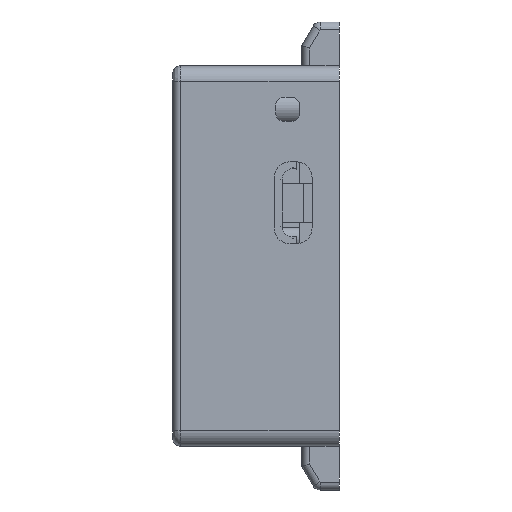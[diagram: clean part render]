
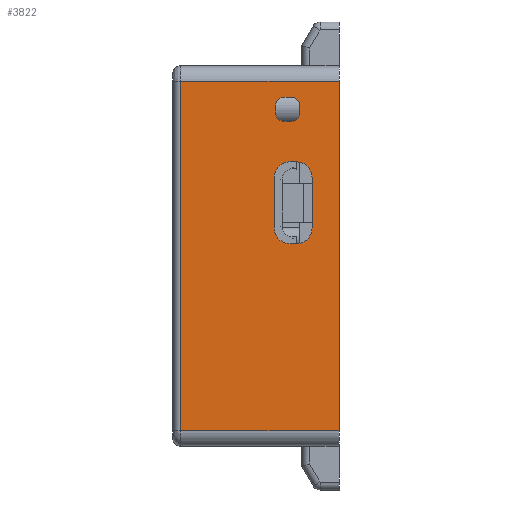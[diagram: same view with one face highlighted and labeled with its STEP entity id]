
A CAD part, left-side view. The second image highlights one B-rep face of the part: STEP entity #3822.
In plain terms, the highlighted planar face has unit normal (-1, 0, 0).
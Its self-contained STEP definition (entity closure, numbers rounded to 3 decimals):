
#112=FACE_BOUND('',#1466,.T.);
#113=FACE_BOUND('',#1467,.T.);
#245=LINE('',#5694,#652);
#319=LINE('',#5900,#726);
#324=LINE('',#5914,#731);
#328=LINE('',#5926,#735);
#335=LINE('',#5950,#742);
#338=LINE('',#5958,#745);
#341=LINE('',#5968,#748);
#345=LINE('',#5978,#752);
#425=LINE('',#6219,#832);
#462=LINE('',#6322,#869);
#463=LINE('',#6323,#870);
#464=LINE('',#6324,#871);
#652=VECTOR('',#4602,10.);
#726=VECTOR('',#4788,10.);
#731=VECTOR('',#4801,10.);
#735=VECTOR('',#4813,10.);
#742=VECTOR('',#4838,10.);
#745=VECTOR('',#4847,10.);
#748=VECTOR('',#4858,10.);
#752=VECTOR('',#4870,10.);
#832=VECTOR('',#5068,10.);
#869=VECTOR('',#5171,10.);
#870=VECTOR('',#5172,10.);
#871=VECTOR('',#5173,10.);
#1034=PLANE('',#4178);
#1239=FACE_OUTER_BOUND('',#1465,.T.);
#1465=EDGE_LOOP('',(#3425,#3426,#3427,#3428));
#1466=EDGE_LOOP('',(#3429,#3430,#3431,#3432,#3433,#3434,#3435,#3436));
#1467=EDGE_LOOP('',(#3437,#3438,#3439,#3440,#3441,#3442,#3443,#3444));
#1594=CIRCLE('',#4060,1.);
#1596=CIRCLE('',#4064,1.);
#1598=CIRCLE('',#4068,1.);
#1600=CIRCLE('',#4071,1.);
#1602=CIRCLE('',#4074,2.);
#1603=CIRCLE('',#4077,2.);
#1604=CIRCLE('',#4080,2.);
#1606=CIRCLE('',#4084,2.);
#1768=VERTEX_POINT('',#5691);
#1769=VERTEX_POINT('',#5693);
#1838=VERTEX_POINT('',#5898);
#1839=VERTEX_POINT('',#5899);
#1842=VERTEX_POINT('',#5907);
#1844=VERTEX_POINT('',#5913);
#1846=VERTEX_POINT('',#5919);
#1848=VERTEX_POINT('',#5925);
#1850=VERTEX_POINT('',#5931);
#1852=VERTEX_POINT('',#5937);
#1854=VERTEX_POINT('',#5943);
#1855=VERTEX_POINT('',#5944);
#1856=VERTEX_POINT('',#5949);
#1857=VERTEX_POINT('',#5953);
#1858=VERTEX_POINT('',#5957);
#1859=VERTEX_POINT('',#5961);
#1861=VERTEX_POINT('',#5967);
#1863=VERTEX_POINT('',#5973);
#1935=VERTEX_POINT('',#6209);
#1937=VERTEX_POINT('',#6215);
#2183=EDGE_CURVE('',#1768,#1769,#245,.T.);
#2286=EDGE_CURVE('',#1838,#1839,#319,.T.);
#2290=EDGE_CURVE('',#1842,#1838,#1594,.T.);
#2293=EDGE_CURVE('',#1844,#1842,#324,.T.);
#2296=EDGE_CURVE('',#1846,#1844,#1596,.T.);
#2299=EDGE_CURVE('',#1848,#1846,#328,.T.);
#2302=EDGE_CURVE('',#1850,#1848,#1598,.T.);
#2305=EDGE_CURVE('',#1839,#1852,#1600,.T.);
#2308=EDGE_CURVE('',#1854,#1855,#1602,.T.);
#2311=EDGE_CURVE('',#1856,#1854,#335,.T.);
#2313=EDGE_CURVE('',#1857,#1856,#1603,.T.);
#2315=EDGE_CURVE('',#1858,#1857,#338,.T.);
#2317=EDGE_CURVE('',#1859,#1858,#1604,.T.);
#2320=EDGE_CURVE('',#1861,#1859,#341,.T.);
#2323=EDGE_CURVE('',#1863,#1861,#1606,.T.);
#2326=EDGE_CURVE('',#1855,#1863,#345,.T.);
#2432=EDGE_CURVE('',#1935,#1937,#425,.T.);
#2479=EDGE_CURVE('',#1769,#1935,#462,.T.);
#2480=EDGE_CURVE('',#1768,#1937,#463,.T.);
#2481=EDGE_CURVE('',#1852,#1850,#464,.T.);
#3425=ORIENTED_EDGE('',*,*,#2432,.F.);
#3426=ORIENTED_EDGE('',*,*,#2479,.F.);
#3427=ORIENTED_EDGE('',*,*,#2183,.F.);
#3428=ORIENTED_EDGE('',*,*,#2480,.T.);
#3429=ORIENTED_EDGE('',*,*,#2286,.T.);
#3430=ORIENTED_EDGE('',*,*,#2305,.T.);
#3431=ORIENTED_EDGE('',*,*,#2481,.T.);
#3432=ORIENTED_EDGE('',*,*,#2302,.T.);
#3433=ORIENTED_EDGE('',*,*,#2299,.T.);
#3434=ORIENTED_EDGE('',*,*,#2296,.T.);
#3435=ORIENTED_EDGE('',*,*,#2293,.T.);
#3436=ORIENTED_EDGE('',*,*,#2290,.T.);
#3437=ORIENTED_EDGE('',*,*,#2308,.T.);
#3438=ORIENTED_EDGE('',*,*,#2326,.T.);
#3439=ORIENTED_EDGE('',*,*,#2323,.T.);
#3440=ORIENTED_EDGE('',*,*,#2320,.T.);
#3441=ORIENTED_EDGE('',*,*,#2317,.T.);
#3442=ORIENTED_EDGE('',*,*,#2315,.T.);
#3443=ORIENTED_EDGE('',*,*,#2313,.T.);
#3444=ORIENTED_EDGE('',*,*,#2311,.T.);
#3822=ADVANCED_FACE('',(#1239,#112,#113),#1034,.T.);
#4060=AXIS2_PLACEMENT_3D('',#5908,#4794,#4795);
#4064=AXIS2_PLACEMENT_3D('',#5920,#4806,#4807);
#4068=AXIS2_PLACEMENT_3D('',#5932,#4818,#4819);
#4071=AXIS2_PLACEMENT_3D('',#5938,#4825,#4826);
#4074=AXIS2_PLACEMENT_3D('',#5945,#4832,#4833);
#4077=AXIS2_PLACEMENT_3D('',#5954,#4842,#4843);
#4080=AXIS2_PLACEMENT_3D('',#5962,#4851,#4852);
#4084=AXIS2_PLACEMENT_3D('',#5974,#4863,#4864);
#4178=AXIS2_PLACEMENT_3D('',#6321,#5169,#5170);
#4602=DIRECTION('',(0.,0.,-1.));
#4788=DIRECTION('',(0.,-1.,0.));
#4794=DIRECTION('center_axis',(1.,0.,0.));
#4795=DIRECTION('ref_axis',(0.,1.,0.));
#4801=DIRECTION('',(0.,0.,1.));
#4806=DIRECTION('center_axis',(1.,0.,0.));
#4807=DIRECTION('ref_axis',(0.,0.,-1.));
#4813=DIRECTION('',(0.,1.,0.));
#4818=DIRECTION('center_axis',(1.,0.,0.));
#4819=DIRECTION('ref_axis',(0.,-1.,0.));
#4825=DIRECTION('center_axis',(1.,0.,0.));
#4826=DIRECTION('ref_axis',(0.,0.,1.));
#4832=DIRECTION('center_axis',(1.,0.,0.));
#4833=DIRECTION('ref_axis',(0.,1.,0.));
#4838=DIRECTION('',(0.,0.,1.));
#4842=DIRECTION('center_axis',(1.,0.,0.));
#4843=DIRECTION('ref_axis',(0.,0.,-1.));
#4847=DIRECTION('',(0.,1.,0.));
#4851=DIRECTION('center_axis',(1.,0.,0.));
#4852=DIRECTION('ref_axis',(0.,-1.,0.));
#4858=DIRECTION('',(0.,0.,-1.));
#4863=DIRECTION('center_axis',(1.,0.,0.));
#4864=DIRECTION('ref_axis',(0.,0.,1.));
#4870=DIRECTION('',(0.,-1.,0.));
#5068=DIRECTION('',(0.,0.,1.));
#5169=DIRECTION('center_axis',(-1.,0.,0.));
#5170=DIRECTION('ref_axis',(0.,0.,1.));
#5171=DIRECTION('',(0.,1.,0.));
#5172=DIRECTION('',(0.,1.,0.));
#5173=DIRECTION('',(0.,0.,-1.));
#5691=CARTESIAN_POINT('',(0.,0.,46.));
#5693=CARTESIAN_POINT('',(0.,0.,2.));
#5694=CARTESIAN_POINT('',(0.,0.,46.));
#5898=CARTESIAN_POINT('',(0.,7.,44.));
#5899=CARTESIAN_POINT('',(0.,6.,44.));
#5900=CARTESIAN_POINT('',(0.,3.5,44.));
#5907=CARTESIAN_POINT('',(0.,8.,43.));
#5908=CARTESIAN_POINT('Origin',(0.,7.,43.));
#5913=CARTESIAN_POINT('',(0.,8.,42.));
#5914=CARTESIAN_POINT('',(0.,8.,22.));
#5919=CARTESIAN_POINT('',(0.,7.,41.));
#5920=CARTESIAN_POINT('Origin',(0.,7.,42.));
#5925=CARTESIAN_POINT('',(0.,6.,41.));
#5926=CARTESIAN_POINT('',(0.,3.,41.));
#5931=CARTESIAN_POINT('',(0.,5.,42.));
#5932=CARTESIAN_POINT('Origin',(0.,6.,42.));
#5937=CARTESIAN_POINT('',(0.,5.,43.));
#5938=CARTESIAN_POINT('Origin',(0.,6.,43.));
#5943=CARTESIAN_POINT('',(0.,8.205,33.87));
#5944=CARTESIAN_POINT('',(0.,6.205,35.87));
#5945=CARTESIAN_POINT('Origin',(0.,6.205,33.87));
#5949=CARTESIAN_POINT('',(0.,8.205,27.53));
#5950=CARTESIAN_POINT('',(0.,8.205,14.765));
#5953=CARTESIAN_POINT('',(0.,6.205,25.53));
#5954=CARTESIAN_POINT('Origin',(0.,6.205,27.53));
#5957=CARTESIAN_POINT('',(0.,5.435,25.53));
#5958=CARTESIAN_POINT('',(0.,2.718,25.53));
#5961=CARTESIAN_POINT('',(0.,3.435,27.53));
#5962=CARTESIAN_POINT('Origin',(0.,5.435,27.53));
#5967=CARTESIAN_POINT('',(0.,3.435,33.87));
#5968=CARTESIAN_POINT('',(0.,3.435,17.935));
#5973=CARTESIAN_POINT('',(0.,5.435,35.87));
#5974=CARTESIAN_POINT('Origin',(0.,5.435,33.87));
#5978=CARTESIAN_POINT('',(0.,3.103,35.87));
#6209=CARTESIAN_POINT('',(0.,20.,2.));
#6215=CARTESIAN_POINT('',(0.,20.,46.));
#6219=CARTESIAN_POINT('',(0.,20.,13.));
#6321=CARTESIAN_POINT('Origin',(0.,0.,2.));
#6322=CARTESIAN_POINT('',(0.,0.,2.));
#6323=CARTESIAN_POINT('',(0.,0.,46.));
#6324=CARTESIAN_POINT('',(0.,5.,22.5));
